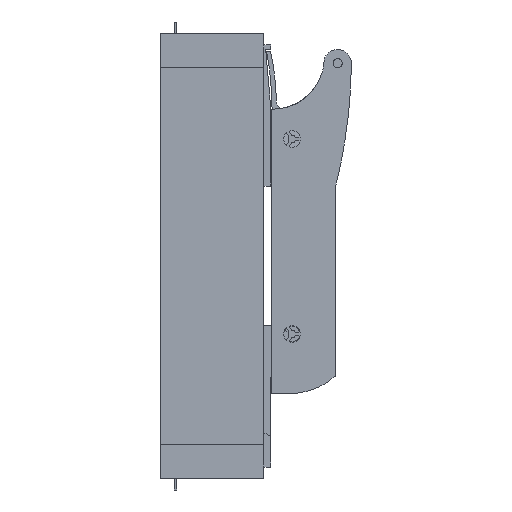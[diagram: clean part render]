
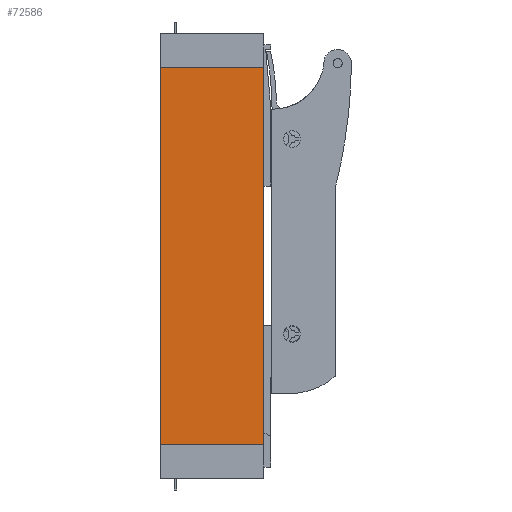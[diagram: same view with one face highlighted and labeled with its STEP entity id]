
A CAD part, left-side view. The second image highlights one B-rep face of the part: STEP entity #72586.
In plain terms, the highlighted planar face has unit normal (-1, 0, 0).
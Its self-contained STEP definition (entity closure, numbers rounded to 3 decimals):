
#72559=AXIS2_PLACEMENT_3D('Plane Axis2P3D',#72556,#72557,#72558) ;
#72399=CARTESIAN_POINT('Line Origine',(-25.,0.,-12.5)) ;
#72403=CARTESIAN_POINT('Vertex',(-25.,0.,-94.75)) ;
#72405=CARTESIAN_POINT('Vertex',(-25.,0.,69.75)) ;
#72556=CARTESIAN_POINT('Axis2P3D Location',(-25.,0.,-12.54)) ;
#72561=CARTESIAN_POINT('Line Origine',(-25.,-22.5,-94.75)) ;
#72565=CARTESIAN_POINT('Vertex',(-25.,-45.,-94.75)) ;
#72568=CARTESIAN_POINT('Line Origine',(-25.,-45.,-12.5)) ;
#72572=CARTESIAN_POINT('Vertex',(-25.,-45.,69.75)) ;
#72575=CARTESIAN_POINT('Line Origine',(-25.,-22.5,69.75)) ;
#72400=DIRECTION('Vector Direction',(0.,0.,1.)) ;
#72557=DIRECTION('Axis2P3D Direction',(1.,0.,0.)) ;
#72558=DIRECTION('Axis2P3D XDirection',(0.,-1.,0.)) ;
#72562=DIRECTION('Vector Direction',(0.,-1.,0.)) ;
#72569=DIRECTION('Vector Direction',(0.,0.,-1.)) ;
#72576=DIRECTION('Vector Direction',(0.,-1.,0.)) ;
#72401=VECTOR('Line Direction',#72400,1.) ;
#72563=VECTOR('Line Direction',#72562,1.) ;
#72570=VECTOR('Line Direction',#72569,1.) ;
#72577=VECTOR('Line Direction',#72576,1.) ;
#72581=ORIENTED_EDGE('',*,*,#72407,.F.) ;
#72582=ORIENTED_EDGE('',*,*,#72567,.T.) ;
#72583=ORIENTED_EDGE('',*,*,#72574,.F.) ;
#72584=ORIENTED_EDGE('',*,*,#72579,.F.) ;
#72586=ADVANCED_FACE('T0661_KETO-00-1-Gehaeuse-_34174_L-1-polig-Aufbau',(#72585),#72560,.F.) ;
#72407=EDGE_CURVE('',#72404,#72406,#72402,.T.) ;
#72567=EDGE_CURVE('',#72404,#72566,#72564,.T.) ;
#72574=EDGE_CURVE('',#72573,#72566,#72571,.T.) ;
#72579=EDGE_CURVE('',#72406,#72573,#72578,.T.) ;
#72580=EDGE_LOOP('',(#72581,#72582,#72583,#72584)) ;
#72585=FACE_OUTER_BOUND('',#72580,.T.) ;
#72402=LINE('Line',#72399,#72401) ;
#72564=LINE('Line',#72561,#72563) ;
#72571=LINE('Line',#72568,#72570) ;
#72578=LINE('Line',#72575,#72577) ;
#72560=PLANE('Plane',#72559) ;
#72404=VERTEX_POINT('',#72403) ;
#72406=VERTEX_POINT('',#72405) ;
#72566=VERTEX_POINT('',#72565) ;
#72573=VERTEX_POINT('',#72572) ;
